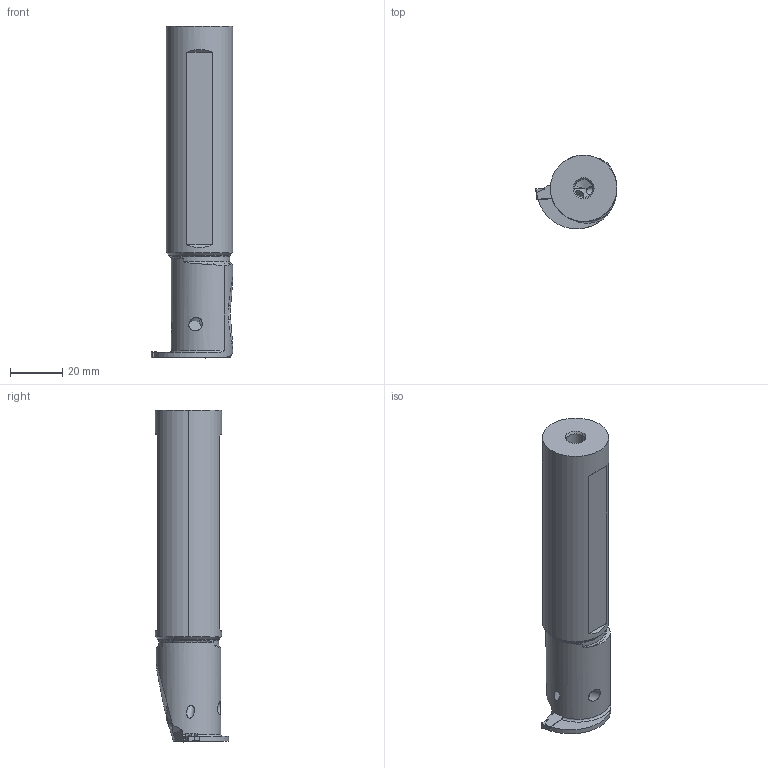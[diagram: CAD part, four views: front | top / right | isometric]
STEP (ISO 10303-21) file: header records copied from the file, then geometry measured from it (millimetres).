
FILE_DESCRIPTION(/* description */ (''),/* implementation_level */ '2;1');
FILE_NAME(/* name */ 'GYARUS16K90B-E06_CW0_094_IR0_01.stp',/* time_stamp */ '2023-03-20T14:53:38+09:00',/* author */ (''),/* organization */ (''),/* preprocessor_version */ 'ST-DEVELOPER v16',/* originating_system */ 'SIEMENS PLM Software NX 10.0',/* authorisation */ '');
FILE_SCHEMA (('AUTOMOTIVE_DESIGN { 1 0 10303 214 3 1 1 1 }'));
Length unit declared in the file: millimetre
Products named in the file (1): GYARUS16K90B-E06_CW0_094_IR0_01_ASM
Bounding box: 31.25 x 28.04 x 126.94 mm (x, y, z)
Volume: 55274.9 mm3; surface area: 14289.8 mm2
Topology: 2 solids, 2 shells, 134 faces, 427 edges, 326 vertices
Faces by surface type: cylinder 51, plane 44, cone 12, bspline 11, torus 8, extrusion 6, sphere 2
Entity records: 6390 total; most frequent: CARTESIAN_POINT 2643, ORIENTED_EDGE 790, DIRECTION 685, EDGE_CURVE 395, VERTEX_POINT 269, AXIS2_PLACEMENT_3D 260, VECTOR 165, LINE 159
